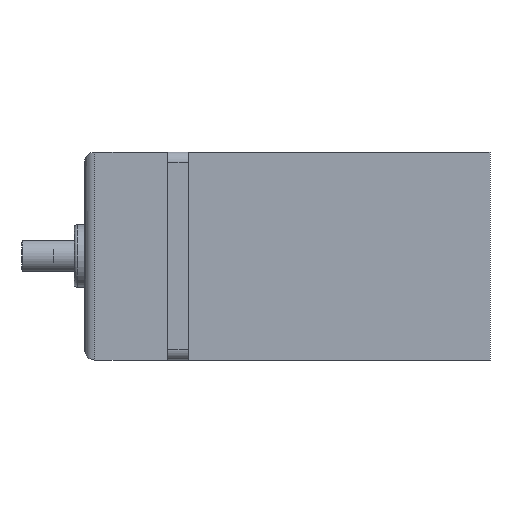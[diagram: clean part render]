
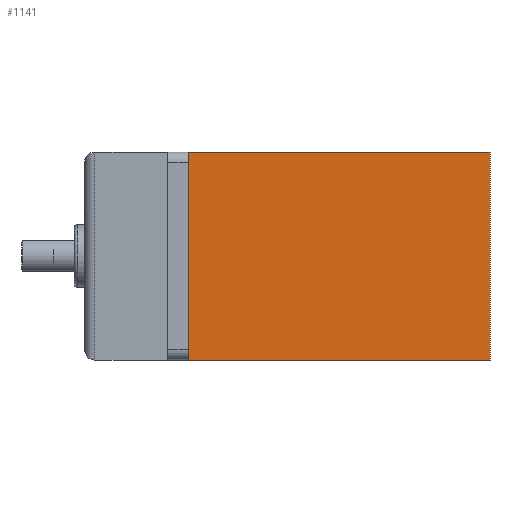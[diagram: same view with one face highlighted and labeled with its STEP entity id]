
A CAD part, left-side view. The second image highlights one B-rep face of the part: STEP entity #1141.
In plain terms, the highlighted planar face has unit normal (-1, 0, 0).
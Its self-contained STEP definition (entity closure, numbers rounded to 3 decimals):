
#59 = LINE ( 'NONE', #379, #124 ) ;
#79 = AXIS2_PLACEMENT_3D ( 'NONE', #495, #938, #1373 ) ;
#83 = DIRECTION ( 'NONE',  ( 0., 1., 0. ) ) ;
#85 = CARTESIAN_POINT ( 'NONE',  ( -20., 9.5, 20. ) ) ;
#123 = EDGE_CURVE ( 'NONE', #355, #966, #522, .T. ) ;
#124 = VECTOR ( 'NONE', #1255, 1000. ) ;
#165 = CARTESIAN_POINT ( 'NONE',  ( -20., -19.5, 20. ) ) ;
#166 = VERTEX_POINT ( 'NONE', #1279 ) ;
#170 = LINE ( 'NONE', #1170, #1273 ) ;
#177 = VECTOR ( 'NONE', #858, 1000. ) ;
#200 = ORIENTED_EDGE ( 'NONE', *, *, #1125, .F. ) ;
#245 = EDGE_LOOP ( 'NONE', ( #200, #429, #1000, #604 ) ) ;
#355 = VERTEX_POINT ( 'NONE', #1357 ) ;
#378 = EDGE_CURVE ( 'NONE', #166, #355, #929, .T. ) ;
#379 = CARTESIAN_POINT ( 'NONE',  ( -20., 9.5, 0. ) ) ;
#429 = ORIENTED_EDGE ( 'NONE', *, *, #123, .F. ) ;
#495 = CARTESIAN_POINT ( 'NONE',  ( -20., -19.5, 20. ) ) ;
#522 = LINE ( 'NONE', #630, #177 ) ;
#604 = ORIENTED_EDGE ( 'NONE', *, *, #1121, .T. ) ;
#630 = CARTESIAN_POINT ( 'NONE',  ( -20., -19.5, 0. ) ) ;
#834 = FACE_OUTER_BOUND ( 'NONE', #245, .T. ) ;
#851 = VECTOR ( 'NONE', #1265, 1000. ) ;
#858 = DIRECTION ( 'NONE',  ( 0., 1., 0. ) ) ;
#929 = LINE ( 'NONE', #165, #851 ) ;
#938 = DIRECTION ( 'NONE',  ( -1., 0., 0. ) ) ;
#966 = VERTEX_POINT ( 'NONE', #1172 ) ;
#989 = VERTEX_POINT ( 'NONE', #85 ) ;
#1000 = ORIENTED_EDGE ( 'NONE', *, *, #378, .F. ) ;
#1060 = PLANE ( 'NONE',  #79 ) ;
#1121 = EDGE_CURVE ( 'NONE', #166, #989, #170, .T. ) ;
#1125 = EDGE_CURVE ( 'NONE', #966, #989, #59, .T. ) ;
#1141 = ADVANCED_FACE ( 'NONE', ( #834 ), #1060, .T. ) ;
#1170 = CARTESIAN_POINT ( 'NONE',  ( -20., -19.5, 20. ) ) ;
#1172 = CARTESIAN_POINT ( 'NONE',  ( -20., 9.5, 0. ) ) ;
#1255 = DIRECTION ( 'NONE',  ( 0., 0., 1. ) ) ;
#1265 = DIRECTION ( 'NONE',  ( 0., 0., -1. ) ) ;
#1273 = VECTOR ( 'NONE', #83, 1000. ) ;
#1279 = CARTESIAN_POINT ( 'NONE',  ( -20., -19.5, 20. ) ) ;
#1357 = CARTESIAN_POINT ( 'NONE',  ( -20., -19.5, 0. ) ) ;
#1373 = DIRECTION ( 'NONE',  ( 0., 0., 1. ) ) ;
